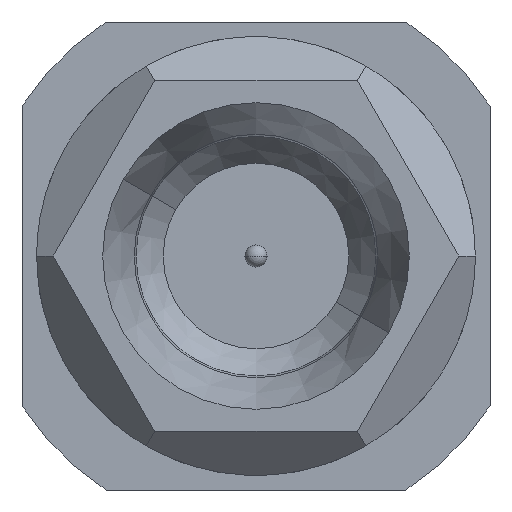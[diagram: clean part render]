
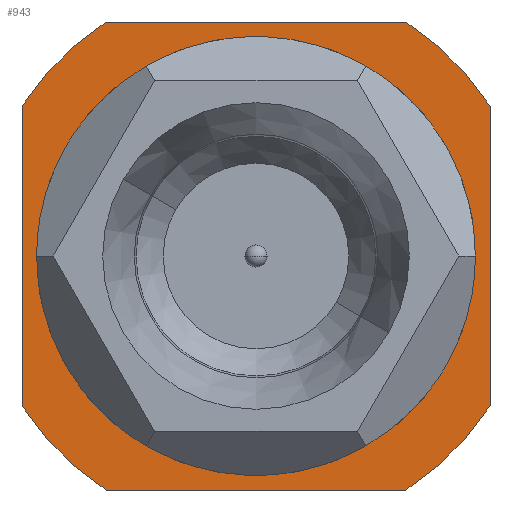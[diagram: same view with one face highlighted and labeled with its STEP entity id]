
A CAD part, left-side view. The second image highlights one B-rep face of the part: STEP entity #943.
In plain terms, the highlighted planar face has unit normal (-1, 0, 0).
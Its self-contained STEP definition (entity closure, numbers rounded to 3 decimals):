
#68=CARTESIAN_POINT('',(0.275,0.,0.));
#69=DIRECTION('',(1.,0.,0.));
#70=DIRECTION('',(0.,-0.842,-0.539));
#71=AXIS2_PLACEMENT_3D('',#68,#69,#70);
#86=CARTESIAN_POINT('',(0.275,0.,0.));
#87=DIRECTION('',(1.,0.,0.));
#88=DIRECTION('',(0.,0.539,-0.842));
#89=AXIS2_PLACEMENT_3D('',#86,#87,#88);
#91=DIRECTION('',(0.,0.,1.));
#92=VECTOR('',#91,5.123);
#93=CARTESIAN_POINT('',(0.275,-4.,-2.562));
#94=LINE('',#93,#92);
#95=DIRECTION('',(0.,-1.,0.));
#96=VECTOR('',#95,5.123);
#97=CARTESIAN_POINT('',(0.275,2.562,-4.));
#98=LINE('',#97,#96);
#99=DIRECTION('',(0.,0.,-1.));
#100=VECTOR('',#99,5.123);
#101=CARTESIAN_POINT('',(0.275,4.,2.562));
#102=LINE('',#101,#100);
#103=DIRECTION('',(0.,1.,0.));
#104=VECTOR('',#103,5.123);
#105=CARTESIAN_POINT('',(0.275,-2.562,4.));
#106=LINE('',#105,#104);
#107=CARTESIAN_POINT('',(0.275,0.,0.));
#108=DIRECTION('',(-1.,0.,0.));
#109=DIRECTION('',(0.,1.,0.));
#110=AXIS2_PLACEMENT_3D('',#107,#108,#109);
#112=CARTESIAN_POINT('',(0.275,0.,0.));
#113=DIRECTION('',(1.,0.,0.));
#114=DIRECTION('',(0.,1.,0.));
#115=AXIS2_PLACEMENT_3D('',#112,#113,#114);
#130=CARTESIAN_POINT('',(0.275,0.,0.));
#131=DIRECTION('',(1.,0.,0.));
#132=DIRECTION('',(0.,0.842,0.539));
#133=AXIS2_PLACEMENT_3D('',#130,#131,#132);
#139=CARTESIAN_POINT('',(0.275,0.,0.));
#140=DIRECTION('',(1.,0.,0.));
#141=DIRECTION('',(0.,-0.539,0.842));
#142=AXIS2_PLACEMENT_3D('',#139,#140,#141);
#623=CARTESIAN_POINT('',(0.275,3.3,0.));
#624=CARTESIAN_POINT('',(0.275,-3.3,0.));
#625=VERTEX_POINT('',#623);
#626=VERTEX_POINT('',#624);
#631=CARTESIAN_POINT('',(0.275,-4.,2.562));
#633=VERTEX_POINT('',#631);
#635=CARTESIAN_POINT('',(0.275,4.,2.562));
#637=VERTEX_POINT('',#635);
#639=CARTESIAN_POINT('',(0.275,2.562,4.));
#641=VERTEX_POINT('',#639);
#643=CARTESIAN_POINT('',(0.275,-2.562,4.));
#645=VERTEX_POINT('',#643);
#647=CARTESIAN_POINT('',(0.275,-4.,-2.562));
#649=VERTEX_POINT('',#647);
#651=CARTESIAN_POINT('',(0.275,-2.562,-4.));
#653=VERTEX_POINT('',#651);
#655=CARTESIAN_POINT('',(0.275,2.562,-4.));
#657=VERTEX_POINT('',#655);
#659=CARTESIAN_POINT('',(0.275,4.,-2.562));
#661=VERTEX_POINT('',#659);
#919=CARTESIAN_POINT('',(0.275,0.,0.));
#920=DIRECTION('',(-1.,0.,0.));
#921=DIRECTION('',(0.,1.,0.));
#922=AXIS2_PLACEMENT_3D('',#919,#920,#921);
#923=PLANE('',#922);
#924=ORIENTED_EDGE('',*,*,#856,.F.);
#925=ORIENTED_EDGE('',*,*,#872,.T.);
#926=ORIENTED_EDGE('',*,*,#885,.F.);
#927=ORIENTED_EDGE('',*,*,#900,.T.);
#928=ORIENTED_EDGE('',*,*,#910,.F.);
#930=ORIENTED_EDGE('',*,*,#929,.T.);
#932=ORIENTED_EDGE('',*,*,#931,.F.);
#934=ORIENTED_EDGE('',*,*,#933,.T.);
#935=EDGE_LOOP('',(#924,#925,#926,#927,#928,#930,#932,#934));
#936=FACE_OUTER_BOUND('',#935,.F.);
#938=ORIENTED_EDGE('',*,*,#937,.T.);
#940=ORIENTED_EDGE('',*,*,#939,.F.);
#941=EDGE_LOOP('',(#938,#940));
#942=FACE_BOUND('',#941,.F.);
#943=ADVANCED_FACE('',(#936,#942),#923,.T.);
#72=CIRCLE('',#71,4.75);
#90=CIRCLE('',#89,4.75);
#111=CIRCLE('',#110,3.3);
#116=CIRCLE('',#115,3.3);
#134=CIRCLE('',#133,4.75);
#143=CIRCLE('',#142,4.75);
#856=EDGE_CURVE('',#649,#633,#94,.T.);
#872=EDGE_CURVE('',#649,#653,#72,.T.);
#885=EDGE_CURVE('',#657,#653,#98,.T.);
#900=EDGE_CURVE('',#657,#661,#90,.T.);
#910=EDGE_CURVE('',#637,#661,#102,.T.);
#929=EDGE_CURVE('',#637,#641,#134,.T.);
#931=EDGE_CURVE('',#645,#641,#106,.T.);
#933=EDGE_CURVE('',#645,#633,#143,.T.);
#937=EDGE_CURVE('',#625,#626,#111,.T.);
#939=EDGE_CURVE('',#625,#626,#116,.T.);
